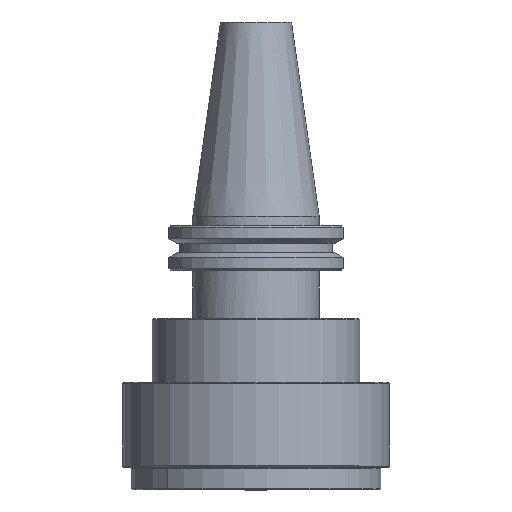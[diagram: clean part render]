
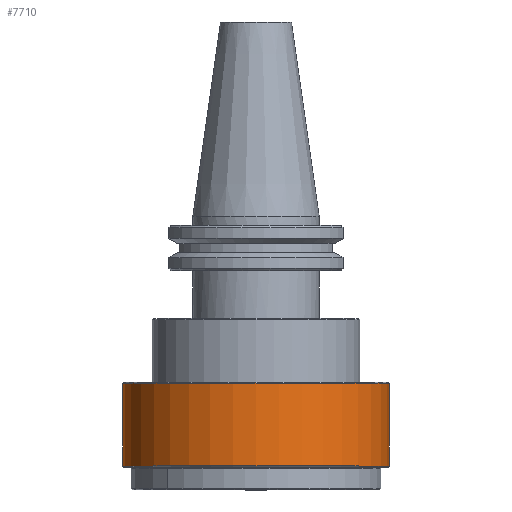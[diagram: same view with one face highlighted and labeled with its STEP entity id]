
A CAD part, top view. The second image highlights one B-rep face of the part: STEP entity #7710.
In plain terms, the highlighted cylindrical face has radius 46.825 mm (diameter 93.65 mm), a partial arc.
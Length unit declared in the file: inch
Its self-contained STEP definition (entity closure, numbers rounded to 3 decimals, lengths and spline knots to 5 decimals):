
#25 = CARTESIAN_POINT ( 'NONE',  ( -1.8435, -16.14072, 0. ) ) ;
#307 = CARTESIAN_POINT ( 'NONE',  ( 0., 1.158, 0. ) ) ;
#613 = VERTEX_POINT ( 'NONE', #3438 ) ;
#618 = VERTEX_POINT ( 'NONE', #4905 ) ;
#810 = ORIENTED_EDGE ( 'NONE', *, *, #1707, .T. ) ;
#963 = LINE ( 'NONE', #6972, #8611 ) ;
#1079 = CARTESIAN_POINT ( 'NONE',  ( 0., 0.015, 0. ) ) ;
#1511 = CARTESIAN_POINT ( 'NONE',  ( 0., -16.14072, 0. ) ) ;
#1707 = EDGE_CURVE ( 'NONE', #5494, #613, #6584, .T. ) ;
#1825 = DIRECTION ( 'NONE',  ( 1., 0., 0. ) ) ;
#1987 = CYLINDRICAL_SURFACE ( 'NONE', #3460, 1.8435 ) ;
#2792 = EDGE_LOOP ( 'NONE', ( #810, #3639, #6701, #5812 ) ) ;
#2964 = DIRECTION ( 'NONE',  ( 1., 0., 0. ) ) ;
#3002 = DIRECTION ( 'NONE',  ( 0., -1., 0. ) ) ;
#3438 = CARTESIAN_POINT ( 'NONE',  ( -1.8435, 1.158, 0. ) ) ;
#3460 = AXIS2_PLACEMENT_3D ( 'NONE', #1511, #8152, #2964 ) ;
#3639 = ORIENTED_EDGE ( 'NONE', *, *, #8837, .T. ) ;
#4050 = DIRECTION ( 'NONE',  ( -1., 0., 0. ) ) ;
#4776 = DIRECTION ( 'NONE',  ( 0., -1., 0. ) ) ;
#4905 = CARTESIAN_POINT ( 'NONE',  ( 1.8435, 0.015, 0. ) ) ;
#5166 = VERTEX_POINT ( 'NONE', #7111 ) ;
#5301 = AXIS2_PLACEMENT_3D ( 'NONE', #307, #5513, #4050 ) ;
#5494 = VERTEX_POINT ( 'NONE', #6597 ) ;
#5513 = DIRECTION ( 'NONE',  ( 0., -1., 0. ) ) ;
#5812 = ORIENTED_EDGE ( 'NONE', *, *, #6829, .F. ) ;
#5915 = FACE_OUTER_BOUND ( 'NONE', #2792, .T. ) ;
#6251 = DIRECTION ( 'NONE',  ( 0., 1., 0. ) ) ;
#6584 = CIRCLE ( 'NONE', #5301, 1.8435 ) ;
#6597 = CARTESIAN_POINT ( 'NONE',  ( 1.8435, 1.158, 0. ) ) ;
#6701 = ORIENTED_EDGE ( 'NONE', *, *, #7836, .T. ) ;
#6779 = VECTOR ( 'NONE', #3002, 39.37008 ) ;
#6829 = EDGE_CURVE ( 'NONE', #5494, #618, #963, .T. ) ;
#6972 = CARTESIAN_POINT ( 'NONE',  ( 1.8435, -16.14072, 0. ) ) ;
#7111 = CARTESIAN_POINT ( 'NONE',  ( -1.8435, 0.015, 0. ) ) ;
#7509 = CIRCLE ( 'NONE', #8393, 1.8435 ) ;
#7710 = ADVANCED_FACE ( 'NONE', ( #5915 ), #1987, .T. ) ;
#7836 = EDGE_CURVE ( 'NONE', #5166, #618, #7509, .T. ) ;
#8152 = DIRECTION ( 'NONE',  ( 0., -1., 0. ) ) ;
#8393 = AXIS2_PLACEMENT_3D ( 'NONE', #1079, #6251, #1825 ) ;
#8611 = VECTOR ( 'NONE', #4776, 39.37008 ) ;
#8773 = LINE ( 'NONE', #25, #6779 ) ;
#8837 = EDGE_CURVE ( 'NONE', #613, #5166, #8773, .T. ) ;
